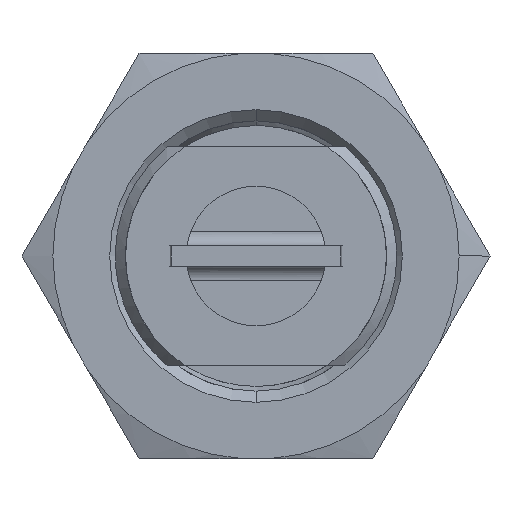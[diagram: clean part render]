
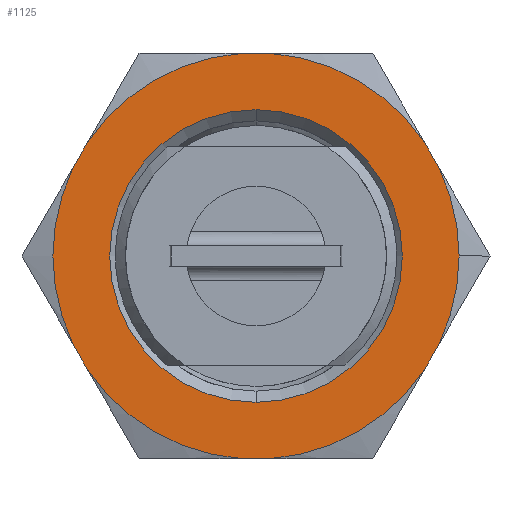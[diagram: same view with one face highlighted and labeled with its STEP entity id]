
A CAD part, front view. The second image highlights one B-rep face of the part: STEP entity #1125.
In plain terms, the highlighted planar face has unit normal (0, -1, 0).
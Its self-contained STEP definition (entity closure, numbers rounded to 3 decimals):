
#751 = VERTEX_POINT ( 'NONE', #2034 ) ;
#752 = VERTEX_POINT ( 'NONE', #2042 ) ;
#779 = EDGE_CURVE ( 'NONE', #751, #752, #8239, .T. ) ;
#789 = EDGE_CURVE ( 'NONE', #855, #791, #8230, .T. ) ;
#791 = VERTEX_POINT ( 'NONE', #8261 ) ;
#855 = VERTEX_POINT ( 'NONE', #8550 ) ;
#862 = VERTEX_POINT ( 'NONE', #8625 ) ;
#874 = ORIENTED_EDGE ( 'NONE', *, *, #1132, .T. ) ;
#875 = ORIENTED_EDGE ( 'NONE', *, *, #1176, .F. ) ;
#876 = ORIENTED_EDGE ( 'NONE', *, *, #779, .T. ) ;
#877 = ORIENTED_EDGE ( 'NONE', *, *, #958, .T. ) ;
#958 = EDGE_CURVE ( 'NONE', #1014, #1009, #9199, .T. ) ;
#964 = VERTEX_POINT ( 'NONE', #8436 ) ;
#979 = VERTEX_POINT ( 'NONE', #8746 ) ;
#982 = VERTEX_POINT ( 'NONE', #8723 ) ;
#988 = VERTEX_POINT ( 'NONE', #8809 ) ;
#991 = VERTEX_POINT ( 'NONE', #8743 ) ;
#993 = EDGE_CURVE ( 'NONE', #988, #991, #8737, .T. ) ;
#994 = EDGE_CURVE ( 'NONE', #982, #964, #8845, .T. ) ;
#1000 = EDGE_CURVE ( 'NONE', #1001, #751, #8778, .T. ) ;
#1001 = VERTEX_POINT ( 'NONE', #8773 ) ;
#1009 = VERTEX_POINT ( 'NONE', #8802 ) ;
#1010 = EDGE_CURVE ( 'NONE', #979, #862, #8716, .T. ) ;
#1014 = VERTEX_POINT ( 'NONE', #8861 ) ;
#1027 = ORIENTED_EDGE ( 'NONE', *, *, #1081, .F. ) ;
#1051 = VERTEX_POINT ( 'NONE', #8946 ) ;
#1081 = EDGE_CURVE ( 'NONE', #1051, #752, #9126, .T. ) ;
#1089 = EDGE_CURVE ( 'NONE', #1001, #991, #9086, .T. ) ;
#1095 = EDGE_CURVE ( 'NONE', #982, #862, #9348, .T. ) ;
#1098 = EDGE_CURVE ( 'NONE', #988, #964, #9386, .T. ) ;
#1104 = VERTEX_POINT ( 'NONE', #9387 ) ;
#1116 = ORIENTED_EDGE ( 'NONE', *, *, #1010, .T. ) ;
#1117 = ORIENTED_EDGE ( 'NONE', *, *, #1000, .T. ) ;
#1118 = ORIENTED_EDGE ( 'NONE', *, *, #1095, .F. ) ;
#1119 = ORIENTED_EDGE ( 'NONE', *, *, #993, .T. ) ;
#1120 = ORIENTED_EDGE ( 'NONE', *, *, #1089, .F. ) ;
#1121 = ORIENTED_EDGE ( 'NONE', *, *, #1098, .F. ) ;
#1122 = ORIENTED_EDGE ( 'NONE', *, *, #994, .T. ) ;
#1123 = ORIENTED_EDGE ( 'NONE', *, *, #1173, .F. ) ;
#1125 = ADVANCED_FACE ( 'NONE', ( #9424, #9433 ), #9422, .T. ) ;
#1126 = EDGE_CURVE ( 'NONE', #791, #855, #9438, .T. ) ;
#1127 = EDGE_LOOP ( 'NONE', ( #1123, #1116, #1118, #1122, #1121, #1119, #1120, #1117, #876, #1027, #874, #875, #877 ) ) ;
#1128 = ORIENTED_EDGE ( 'NONE', *, *, #789, .T. ) ;
#1129 = ORIENTED_EDGE ( 'NONE', *, *, #1126, .T. ) ;
#1132 = EDGE_CURVE ( 'NONE', #1051, #1104, #9419, .T. ) ;
#1133 = EDGE_LOOP ( 'NONE', ( #1128, #1129 ) ) ;
#1173 = EDGE_CURVE ( 'NONE', #979, #1009, #11602, .T. ) ;
#1176 = EDGE_CURVE ( 'NONE', #1014, #1104, #11593, .T. ) ;
#2034 = CARTESIAN_POINT ( 'NONE',  ( 6.849, -5.319, 0.331 ) ) ;
#2042 = CARTESIAN_POINT ( 'NONE',  ( 6.283, -5.319, 2.769 ) ) ;
#8204 = DIRECTION ( 'NONE',  ( 1., 0., 0. ) ) ;
#8205 = AXIS2_PLACEMENT_3D ( 'NONE', #8238, #8220, #8204 ) ;
#8211 = AXIS2_PLACEMENT_3D ( 'NONE', #8217, #8275, #8269 ) ;
#8217 = CARTESIAN_POINT ( 'NONE',  ( 1.311, -5.319, 0.331 ) ) ;
#8220 = DIRECTION ( 'NONE',  ( 0., -1., 0. ) ) ;
#8230 = CIRCLE ( 'NONE', #8211, 3.988 ) ;
#8238 = CARTESIAN_POINT ( 'NONE',  ( 1.311, -5.319, 0.331 ) ) ;
#8239 = CIRCLE ( 'NONE', #8205, 5.537 ) ;
#8261 = CARTESIAN_POINT ( 'NONE',  ( 1.311, -5.319, 4.319 ) ) ;
#8269 = DIRECTION ( 'NONE',  ( 1., 0., 0. ) ) ;
#8275 = DIRECTION ( 'NONE',  ( 0., 1., 0. ) ) ;
#8436 = CARTESIAN_POINT ( 'NONE',  ( 0.937, -5.319, -5.194 ) ) ;
#8550 = CARTESIAN_POINT ( 'NONE',  ( 1.311, -5.319, -3.657 ) ) ;
#8625 = CARTESIAN_POINT ( 'NONE',  ( -3.66, -5.319, -2.107 ) ) ;
#8713 = DIRECTION ( 'NONE',  ( 1., 0., 0. ) ) ;
#8714 = DIRECTION ( 'NONE',  ( 0., -1., 0. ) ) ;
#8715 = AXIS2_PLACEMENT_3D ( 'NONE', #8804, #8714, #8713 ) ;
#8716 = CIRCLE ( 'NONE', #8715, 5.537 ) ;
#8723 = CARTESIAN_POINT ( 'NONE',  ( -3.286, -5.319, -2.756 ) ) ;
#8736 = AXIS2_PLACEMENT_3D ( 'NONE', #8849, #8848, #8847 ) ;
#8737 = CIRCLE ( 'NONE', #8736, 5.537 ) ;
#8738 = CARTESIAN_POINT ( 'NONE',  ( 1.311, -5.319, 0.331 ) ) ;
#8743 = CARTESIAN_POINT ( 'NONE',  ( 5.908, -5.319, -2.756 ) ) ;
#8746 = CARTESIAN_POINT ( 'NONE',  ( -3.66, -5.319, 2.769 ) ) ;
#8773 = CARTESIAN_POINT ( 'NONE',  ( 6.283, -5.319, -2.107 ) ) ;
#8774 = DIRECTION ( 'NONE',  ( 1., 0., 0. ) ) ;
#8775 = DIRECTION ( 'NONE',  ( 0., -1., 0. ) ) ;
#8777 = AXIS2_PLACEMENT_3D ( 'NONE', #8783, #8775, #8774 ) ;
#8778 = CIRCLE ( 'NONE', #8777, 5.537 ) ;
#8783 = CARTESIAN_POINT ( 'NONE',  ( 1.311, -5.319, 0.331 ) ) ;
#8802 = CARTESIAN_POINT ( 'NONE',  ( -3.286, -5.319, 3.418 ) ) ;
#8804 = CARTESIAN_POINT ( 'NONE',  ( 1.311, -5.319, 0.331 ) ) ;
#8809 = CARTESIAN_POINT ( 'NONE',  ( 1.686, -5.319, -5.194 ) ) ;
#8839 = DIRECTION ( 'NONE',  ( 1., 0., 0. ) ) ;
#8840 = DIRECTION ( 'NONE',  ( 0., -1., 0. ) ) ;
#8843 = AXIS2_PLACEMENT_3D ( 'NONE', #8738, #8840, #8839 ) ;
#8845 = CIRCLE ( 'NONE', #8843, 5.537 ) ;
#8847 = DIRECTION ( 'NONE',  ( 1., 0., 0. ) ) ;
#8848 = DIRECTION ( 'NONE',  ( 0., -1., 0. ) ) ;
#8849 = CARTESIAN_POINT ( 'NONE',  ( 1.311, -5.319, 0.331 ) ) ;
#8861 = CARTESIAN_POINT ( 'NONE',  ( 0.937, -5.319, 5.855 ) ) ;
#8946 = CARTESIAN_POINT ( 'NONE',  ( 5.908, -5.319, 3.418 ) ) ;
#9075 = DIRECTION ( 'NONE',  ( -0.5, 0., -0.866 ) ) ;
#9076 = VECTOR ( 'NONE', #9075, 1000. ) ;
#9077 = CARTESIAN_POINT ( 'NONE',  ( 7.017, -5.319, -0.837 ) ) ;
#9086 = LINE ( 'NONE', #9077, #9076 ) ;
#9123 = VECTOR ( 'NONE', #9148, 1000. ) ;
#9124 = CARTESIAN_POINT ( 'NONE',  ( 7.017, -5.319, 1.498 ) ) ;
#9126 = LINE ( 'NONE', #9124, #9123 ) ;
#9148 = DIRECTION ( 'NONE',  ( 0.5, 0., -0.866 ) ) ;
#9193 = DIRECTION ( 'NONE',  ( 1., 0., 0. ) ) ;
#9196 = DIRECTION ( 'NONE',  ( 0., -1., 0. ) ) ;
#9197 = CARTESIAN_POINT ( 'NONE',  ( 1.311, -5.319, 0.331 ) ) ;
#9198 = AXIS2_PLACEMENT_3D ( 'NONE', #9197, #9196, #9193 ) ;
#9199 = CIRCLE ( 'NONE', #9198, 5.537 ) ;
#9330 = DIRECTION ( 'NONE',  ( -0.5, 0., 0.866 ) ) ;
#9331 = VECTOR ( 'NONE', #9330, 1000. ) ;
#9332 = CARTESIAN_POINT ( 'NONE',  ( -2.552, -5.319, -4.026 ) ) ;
#9348 = LINE ( 'NONE', #9332, #9331 ) ;
#9386 = LINE ( 'NONE', #9392, #9391 ) ;
#9387 = CARTESIAN_POINT ( 'NONE',  ( 1.686, -5.319, 5.855 ) ) ;
#9390 = DIRECTION ( 'NONE',  ( -1., 0., 0. ) ) ;
#9391 = VECTOR ( 'NONE', #9390, 1000. ) ;
#9392 = CARTESIAN_POINT ( 'NONE',  ( 4.994, -5.319, -5.194 ) ) ;
#9415 = DIRECTION ( 'NONE',  ( 1., 0., 0. ) ) ;
#9416 = DIRECTION ( 'NONE',  ( 0., -1., 0. ) ) ;
#9417 = CARTESIAN_POINT ( 'NONE',  ( 1.311, -5.319, 0.331 ) ) ;
#9418 = AXIS2_PLACEMENT_3D ( 'NONE', #9417, #9416, #9415 ) ;
#9419 = CIRCLE ( 'NONE', #9418, 5.537 ) ;
#9420 = CARTESIAN_POINT ( 'NONE',  ( 4.994, -5.319, 0.331 ) ) ;
#9421 = AXIS2_PLACEMENT_3D ( 'NONE', #9420, #9440, #9439 ) ;
#9422 = PLANE ( 'NONE',  #9421 ) ;
#9423 = CARTESIAN_POINT ( 'NONE',  ( 1.311, -5.319, 0.331 ) ) ;
#9424 = FACE_BOUND ( 'NONE', #1133, .T. ) ;
#9425 = DIRECTION ( 'NONE',  ( 1., 0., 0. ) ) ;
#9426 = DIRECTION ( 'NONE',  ( 0., 1., 0. ) ) ;
#9427 = AXIS2_PLACEMENT_3D ( 'NONE', #9423, #9426, #9425 ) ;
#9433 = FACE_OUTER_BOUND ( 'NONE', #1127, .T. ) ;
#9438 = CIRCLE ( 'NONE', #9427, 3.988 ) ;
#9439 = DIRECTION ( 'NONE',  ( -1., 0., 0. ) ) ;
#9440 = DIRECTION ( 'NONE',  ( 0., -1., 0. ) ) ;
#11583 = DIRECTION ( 'NONE',  ( 1., 0., 0. ) ) ;
#11585 = VECTOR ( 'NONE', #11583, 1000. ) ;
#11587 = CARTESIAN_POINT ( 'NONE',  ( 4.994, -5.319, 5.855 ) ) ;
#11593 = LINE ( 'NONE', #11587, #11585 ) ;
#11597 = DIRECTION ( 'NONE',  ( 0.5, 0., 0.866 ) ) ;
#11598 = VECTOR ( 'NONE', #11597, 1000. ) ;
#11600 = CARTESIAN_POINT ( 'NONE',  ( -2.552, -5.319, 4.688 ) ) ;
#11602 = LINE ( 'NONE', #11600, #11598 ) ;
